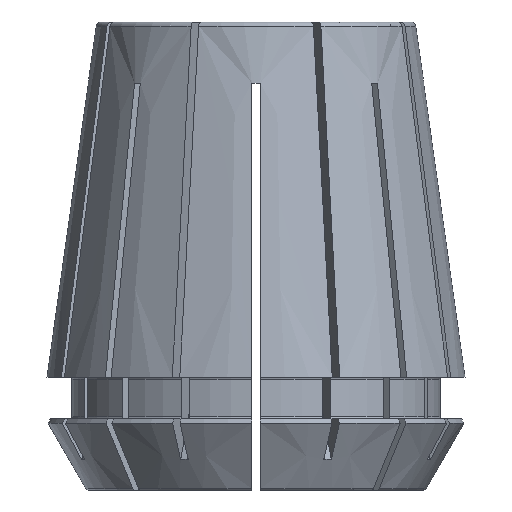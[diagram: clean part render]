
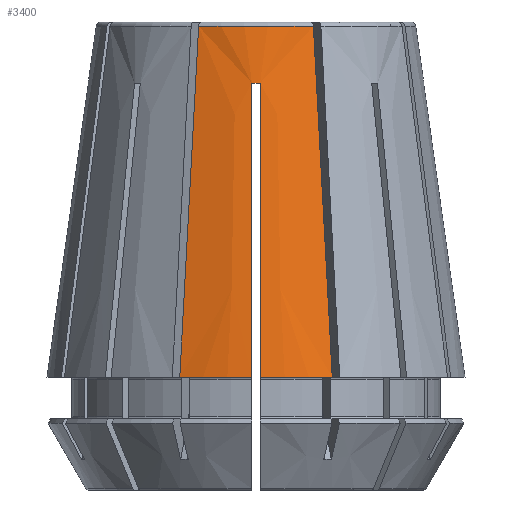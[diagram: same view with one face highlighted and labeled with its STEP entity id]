
A CAD part, front view. The second image highlights one B-rep face of the part: STEP entity #3400.
In plain terms, the highlighted conical face has half-angle 8 degrees and reference radius 20.55 mm.
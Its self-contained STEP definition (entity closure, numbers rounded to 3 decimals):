
#3308=CARTESIAN_POINT('',(-7.493,-19.135,11.1));
#3309=VERTEX_POINT('',#3308);
#3317=CARTESIAN_POINT('',(-0.4,-20.546,11.1));
#3318=VERTEX_POINT('',#3317);
#3325=CARTESIAN_POINT('',(-0.,0.,11.1));
#3326=DIRECTION('',(-0.,-0.,1.));
#3327=DIRECTION('',(-1.,0.,-0.));
#3328=AXIS2_PLACEMENT_3D('',#3325,#3326,#3327);
#3329=CIRCLE('',#3328,20.55);
#3330=EDGE_CURVE('',#3309,#3318,#3329,.T.);
#3335=CARTESIAN_POINT('',(-0.,0.,11.1));
#3336=DIRECTION('',(0.,0.,-1.));
#3337=DIRECTION('',(-1.,0.,-0.));
#3338=AXIS2_PLACEMENT_3D('',#3335,#3336,#3337);
#3339=CONICAL_SURFACE('',#3338,20.55,8.);
#3340=CARTESIAN_POINT('',(-5.639,-14.658,45.57));
#3341=VERTEX_POINT('',#3340);
#3342=CARTESIAN_POINT('',(-7.493,-19.135,11.1));
#3343=CARTESIAN_POINT('',(-6.442,-16.598,30.639));
#3344=CARTESIAN_POINT('',(-5.639,-14.658,45.57));
#3345=(BOUNDED_CURVE()
B_SPLINE_CURVE(2,(#3342,#3343,#3344),.UNSPECIFIED.,.F.,.F.)
B_SPLINE_CURVE_WITH_KNOTS((3,3),(0.045,34.852),.UNSPECIFIED.)
CURVE()
GEOMETRIC_REPRESENTATION_ITEM()
RATIONAL_B_SPLINE_CURVE((1.,1.009,1.))
REPRESENTATION_ITEM(''));
#3346=EDGE_CURVE('',#3309,#3341,#3345,.T.);
#3347=ORIENTED_EDGE('',*,*,#3346,.F.);
#3348=ORIENTED_EDGE('',*,*,#3330,.T.);
#3349=CARTESIAN_POINT('',(-0.4,-16.484,40.));
#3350=VERTEX_POINT('',#3349);
#3351=CARTESIAN_POINT('',(-0.4,-16.484,40.));
#3352=CARTESIAN_POINT('',(-0.4,-18.292,27.135));
#3353=CARTESIAN_POINT('',(-0.4,-20.546,11.1));
#3354=(BOUNDED_CURVE()
B_SPLINE_CURVE(2,(#3351,#3352,#3353),.UNSPECIFIED.,.F.,.F.)
B_SPLINE_CURVE_WITH_KNOTS((3,3),(0.046,29.23),.UNSPECIFIED.)
CURVE()
GEOMETRIC_REPRESENTATION_ITEM()
RATIONAL_B_SPLINE_CURVE((1.,1.006,1.))
REPRESENTATION_ITEM(''));
#3355=EDGE_CURVE('',#3350,#3318,#3354,.T.);
#3356=ORIENTED_EDGE('',*,*,#3355,.F.);
#3357=CARTESIAN_POINT('',(0.4,-16.484,40.));
#3358=VERTEX_POINT('',#3357);
#3359=CARTESIAN_POINT('',(-0.,0.,40.));
#3360=DIRECTION('',(0.,0.,-1.));
#3361=DIRECTION('',(-1.,0.,-0.));
#3362=AXIS2_PLACEMENT_3D('',#3359,#3360,#3361);
#3363=CIRCLE('',#3362,16.488);
#3364=EDGE_CURVE('',#3358,#3350,#3363,.T.);
#3365=ORIENTED_EDGE('',*,*,#3364,.F.);
#3366=CARTESIAN_POINT('',(0.4,-20.546,11.1));
#3367=VERTEX_POINT('',#3366);
#3368=CARTESIAN_POINT('',(0.4,-16.484,40.));
#3369=CARTESIAN_POINT('',(0.4,-18.292,27.135));
#3370=CARTESIAN_POINT('',(0.4,-20.546,11.1));
#3371=(BOUNDED_CURVE()
B_SPLINE_CURVE(2,(#3368,#3369,#3370),.UNSPECIFIED.,.F.,.F.)
B_SPLINE_CURVE_WITH_KNOTS((3,3),(0.046,29.23),.UNSPECIFIED.)
CURVE()
GEOMETRIC_REPRESENTATION_ITEM()
RATIONAL_B_SPLINE_CURVE((1.,1.006,1.))
REPRESENTATION_ITEM(''));
#3372=EDGE_CURVE('',#3358,#3367,#3371,.T.);
#3373=ORIENTED_EDGE('',*,*,#3372,.T.);
#3374=CARTESIAN_POINT('',(7.493,-19.135,11.1));
#3375=VERTEX_POINT('',#3374);
#3376=CARTESIAN_POINT('',(-0.,0.,11.1));
#3377=DIRECTION('',(-0.,0.,1.));
#3378=DIRECTION('',(-1.,0.,-0.));
#3379=AXIS2_PLACEMENT_3D('',#3376,#3377,#3378);
#3380=CIRCLE('',#3379,20.55);
#3381=EDGE_CURVE('',#3367,#3375,#3380,.T.);
#3382=ORIENTED_EDGE('',*,*,#3381,.T.);
#3383=CARTESIAN_POINT('',(5.639,-14.658,45.57));
#3384=VERTEX_POINT('',#3383);
#3385=CARTESIAN_POINT('',(7.493,-19.135,11.1));
#3386=CARTESIAN_POINT('',(6.442,-16.598,30.639));
#3387=CARTESIAN_POINT('',(5.639,-14.658,45.57));
#3388=(BOUNDED_CURVE()
B_SPLINE_CURVE(2,(#3385,#3386,#3387),.UNSPECIFIED.,.F.,.F.)
B_SPLINE_CURVE_WITH_KNOTS((3,3),(0.045,34.852),.UNSPECIFIED.)
CURVE()
GEOMETRIC_REPRESENTATION_ITEM()
RATIONAL_B_SPLINE_CURVE((1.,1.009,1.))
REPRESENTATION_ITEM(''));
#3389=EDGE_CURVE('',#3375,#3384,#3388,.T.);
#3390=ORIENTED_EDGE('',*,*,#3389,.T.);
#3391=CARTESIAN_POINT('',(-0.,0.,45.57));
#3392=DIRECTION('',(-0.,-0.,1.));
#3393=DIRECTION('',(-1.,0.,-0.));
#3394=AXIS2_PLACEMENT_3D('',#3391,#3392,#3393);
#3395=CIRCLE('',#3394,15.706);
#3396=EDGE_CURVE('',#3341,#3384,#3395,.T.);
#3397=ORIENTED_EDGE('',*,*,#3396,.F.);
#3398=EDGE_LOOP('',(#3347,#3348,#3356,#3365,#3373,#3382,#3390,#3397));
#3399=FACE_BOUND('',#3398,.T.);
#3400=ADVANCED_FACE('',(#3399),#3339,.T.);
